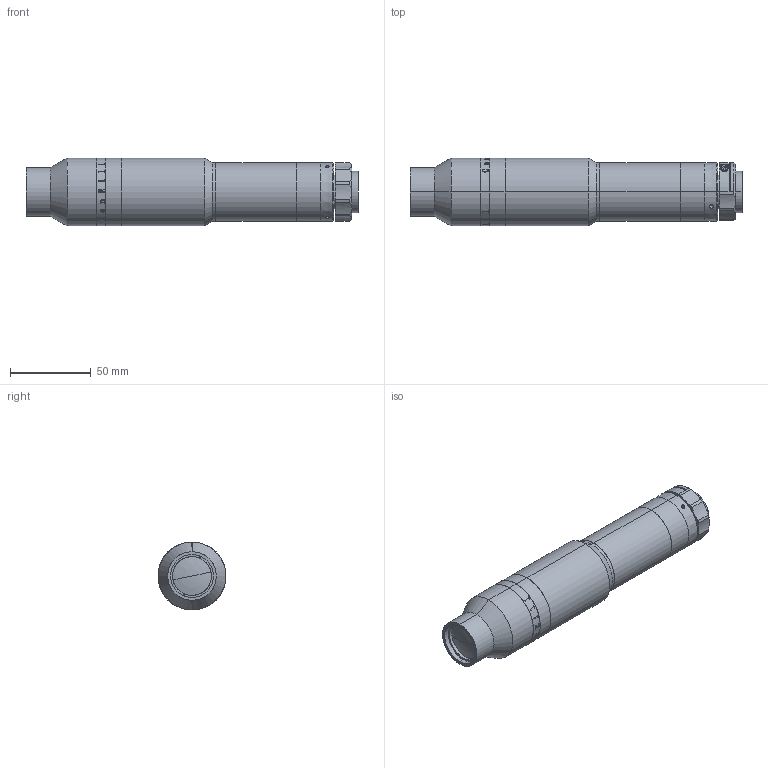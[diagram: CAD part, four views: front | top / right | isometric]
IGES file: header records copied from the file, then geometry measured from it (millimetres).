
Start section: SolidWorks IGES file using analytic representation for surfaces
Global section: file name: XF-MH06X261.IGS; native system: SolidWorks 2014; preprocessor: SolidWorks 2014; author: canrill-02; date: 200413.162544; units: millimetre
Bounding box: 205.35 x 42 x 42 mm (x, y, z)
Surface area: 31095.8 mm2 (no closed solid volume)
Topology: 0 solids, 0 shells, 153 faces, 4766 edges, 4763 vertices
Faces by surface type: revolution 90, bspline 63
